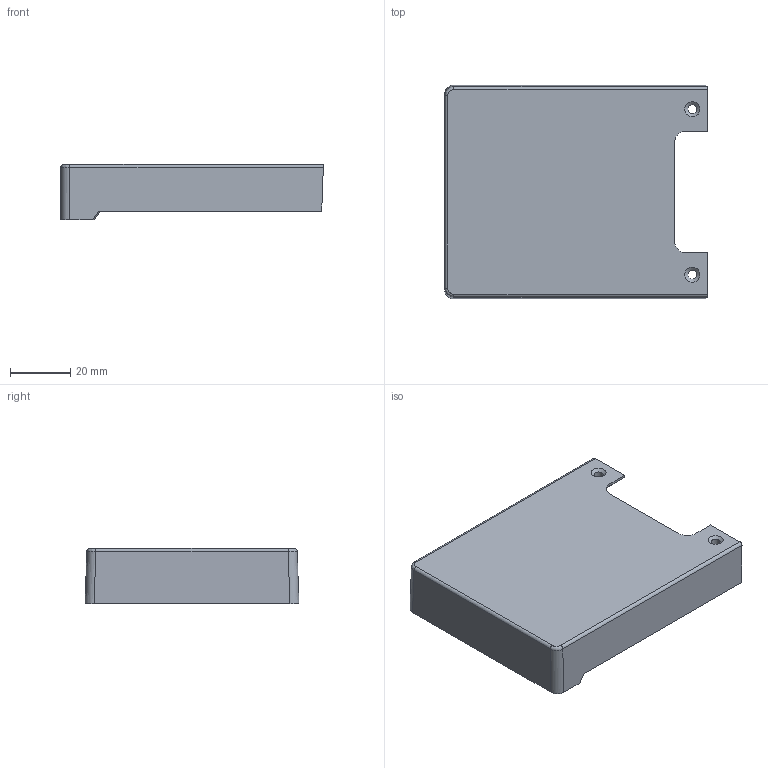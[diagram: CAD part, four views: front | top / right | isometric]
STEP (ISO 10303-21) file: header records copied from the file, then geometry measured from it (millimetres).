
FILE_DESCRIPTION(/* description */ (''),/* implementation_level */ '2;1');
FILE_NAME(/* name */ 'ArgonNeo5Top.step',/* time_stamp */ '2024-07-17T11:13:18+02:00',/* author */ (''),/* organization */ (''),/* preprocessor_version */ 'ST-DEVELOPER v20',/* originating_system */ 'Autodesk Translation Framework v13.14.0.145',/* authorisation */ '');
FILE_SCHEMA (('AUTOMOTIVE_DESIGN { 1 0 10303 214 3 1 1 }'));
Length unit declared in the file: millimetre
Products named in the file (1): Argon Neo 5 Top
Bounding box: 87.4 x 71.1 x 18.3 mm (x, y, z)
Volume: 15067.4 mm3; surface area: 18968.1 mm2
Topology: 1 solids, 1 shells, 67 faces, 167 edges, 104 vertices
Faces by surface type: plane 29, cylinder 22, bspline 10, cone 4, sphere 2
Full cylindrical faces by diameter (mm): 3 x2, 5.4 x2
Entity records: 2466 total; most frequent: CARTESIAN_POINT 851, ORIENTED_EDGE 334, DIRECTION 319, EDGE_CURVE 167, AXIS2_PLACEMENT_3D 112, VERTEX_POINT 104, LINE 95, VECTOR 95
